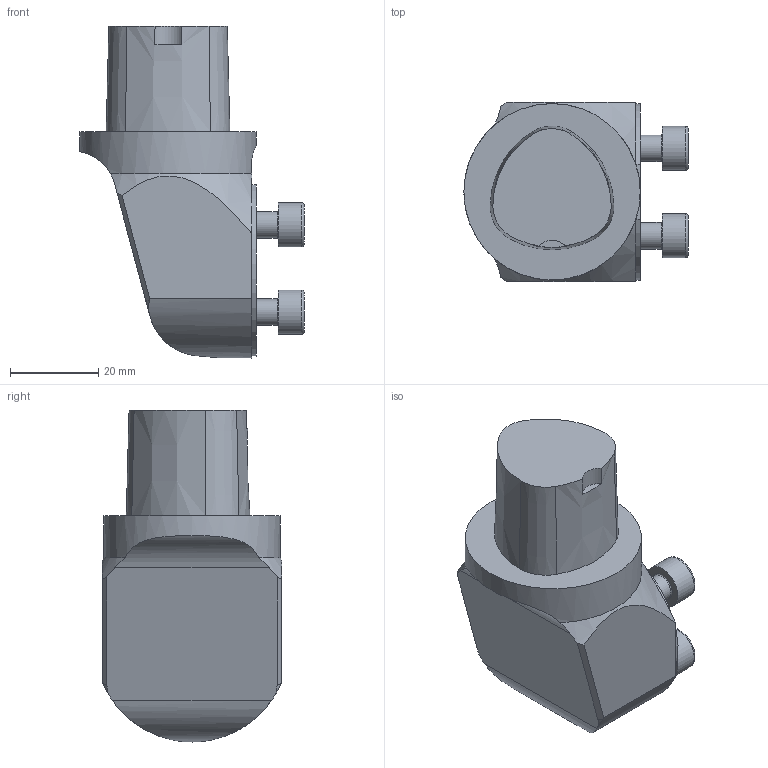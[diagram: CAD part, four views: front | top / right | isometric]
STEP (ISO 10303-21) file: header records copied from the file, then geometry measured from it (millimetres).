
FILE_DESCRIPTION(/* description */ (''),/* implementation_level */ '2;1');
FILE_NAME(/* name */ '1524134643769.stp',/* time_stamp */ '2018-04-19T12:44:13+02:00',/* author */ (''),/* organization */ ('SMS'),/* preprocessor_version */ 'ST-DEVELOPER v15',/* originating_system */ 'SIEMENS PLM Software NX 8.5',/* authorisation */ '');
FILE_SCHEMA (('AUTOMOTIVE_DESIGN { 1 0 10303 214 3 1 1 1 }'));
Length unit declared in the file: millimetre
Products named in the file (1): 112029993mod000_00
Bounding box: 50.85 x 40.6 x 75.3 mm (x, y, z)
Volume: 69096.2 mm3; surface area: 11822.9 mm2
Topology: 1 solids, 1 shells, 53 faces, 115 edges, 77 vertices
Faces by surface type: plane 20, cylinder 17, cone 8, torus 8
Full cylindrical faces by diameter (mm): 6 x4, 10 x4, 40 x1
Entity records: 1505 total; most frequent: CARTESIAN_POINT 338, DIRECTION 246, ORIENTED_EDGE 194, AXIS2_PLACEMENT_3D 110, EDGE_CURVE 97, EDGE_LOOP 80, VERTEX_POINT 73, ADVANCED_FACE 53
